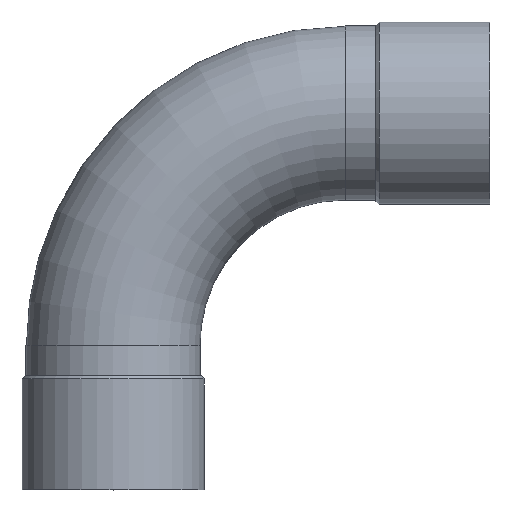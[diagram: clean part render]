
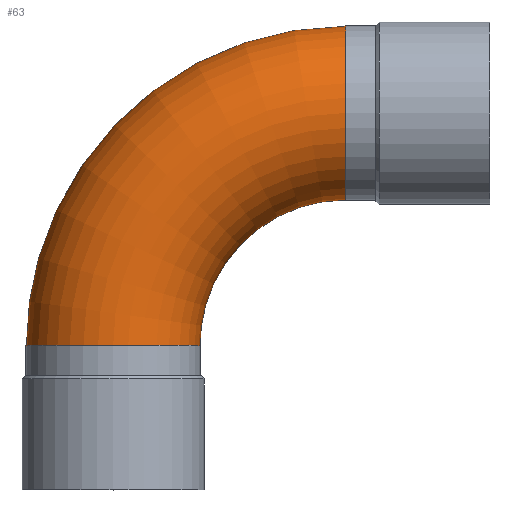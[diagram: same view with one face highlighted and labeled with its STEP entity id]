
A CAD part, top view. The second image highlights one B-rep face of the part: STEP entity #63.
In plain terms, the highlighted toroidal (fillet/blend) face has major radius 153 mm and minor radius 57.15 mm.
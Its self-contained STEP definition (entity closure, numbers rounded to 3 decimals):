
#63 = ADVANCED_FACE( '', ( #134, #135 ), #136, .T. );
#134 = FACE_OUTER_BOUND( '', #207, .T. );
#135 = FACE_OUTER_BOUND( '', #208, .T. );
#136 = TOROIDAL_SURFACE( '', #209, 153., 57.15 );
#207 = EDGE_LOOP( '', ( #296 ) );
#208 = EDGE_LOOP( '', ( #297 ) );
#209 = AXIS2_PLACEMENT_3D( '', #298, #299, #300 );
#296 = ORIENTED_EDGE( '', *, *, #336, .F. );
#297 = ORIENTED_EDGE( '', *, *, #358, .T. );
#298 = CARTESIAN_POINT( '', ( 153., 0., 0. ) );
#299 = DIRECTION( '', ( 0., 0., 1. ) );
#300 = DIRECTION( '', ( 1., 0., 0. ) );
#336 = EDGE_CURVE( '', #372, #372, #373, .T. );
#358 = EDGE_CURVE( '', #406, #406, #407, .T. );
#372 = VERTEX_POINT( '', #421 );
#373 = CIRCLE( '', #422, 57.15 );
#406 = VERTEX_POINT( '', #455 );
#407 = CIRCLE( '', #456, 57.15 );
#421 = CARTESIAN_POINT( '', ( 153., 95.85, 0. ) );
#422 = AXIS2_PLACEMENT_3D( '', #471, #472, #473 );
#455 = CARTESIAN_POINT( '', ( 0., 0., 57.15 ) );
#456 = AXIS2_PLACEMENT_3D( '', #507, #508, #509 );
#471 = CARTESIAN_POINT( '', ( 153., 153., 0. ) );
#472 = DIRECTION( '', ( 1., 0., 0. ) );
#473 = DIRECTION( '', ( 0., -1., 0. ) );
#507 = CARTESIAN_POINT( '', ( 0., 0., 0. ) );
#508 = DIRECTION( '', ( 0., 1., 0. ) );
#509 = DIRECTION( '', ( 0., 0., 1. ) );
